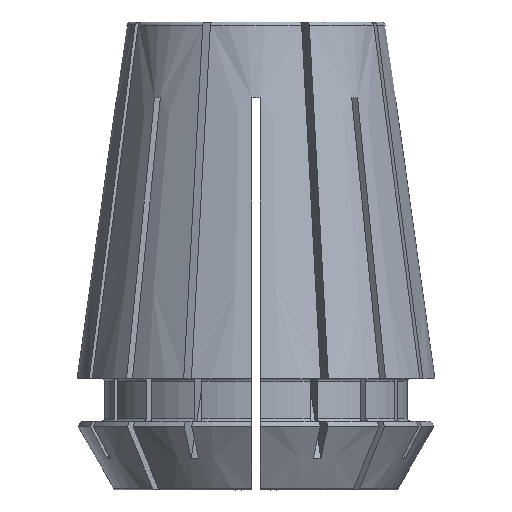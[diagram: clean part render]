
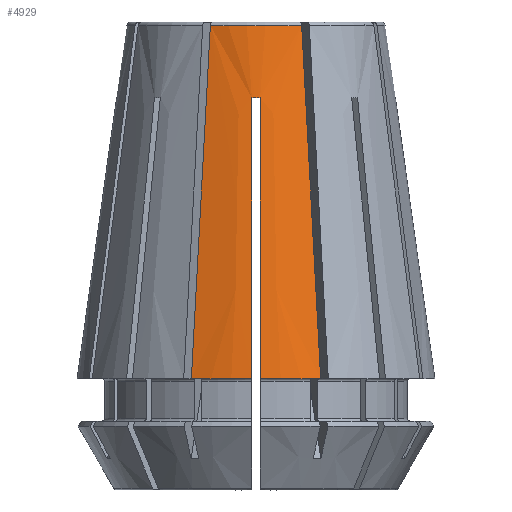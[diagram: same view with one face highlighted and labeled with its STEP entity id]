
A CAD part, left-side view. The second image highlights one B-rep face of the part: STEP entity #4929.
In plain terms, the highlighted conical face has half-angle 8 degrees and reference radius 13 mm.
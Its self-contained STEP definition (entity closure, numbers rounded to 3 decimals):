
#233=B_SPLINE_CURVE_WITH_KNOTS('',3,(#7700,#7701,#7702,#7703),
 .UNSPECIFIED.,.F.,.F.,(4,4),(0.,0.026),
 .UNSPECIFIED.);
#234=B_SPLINE_CURVE_WITH_KNOTS('',3,(#7704,#7705,#7706,#7707),
 .UNSPECIFIED.,.F.,.F.,(4,4),(0.016,0.037),
 .UNSPECIFIED.);
#235=B_SPLINE_CURVE_WITH_KNOTS('',3,(#7711,#7712,#7713,#7714),
 .UNSPECIFIED.,.F.,.F.,(4,4),(0.016,0.037),
 .UNSPECIFIED.);
#236=B_SPLINE_CURVE_WITH_KNOTS('',3,(#7715,#7716,#7717,#7718),
 .UNSPECIFIED.,.F.,.F.,(4,4),(0.,0.026),
 .UNSPECIFIED.);
#456=CONICAL_SURFACE('',#5288,13.,0.14);
#541=CIRCLE('',#5257,13.);
#557=CIRCLE('',#5287,13.);
#558=CIRCLE('',#5289,9.396);
#559=CIRCLE('',#5290,10.133);
#1018=ORIENTED_EDGE('',*,*,#2574,.F.);
#1019=ORIENTED_EDGE('',*,*,#2575,.T.);
#1020=ORIENTED_EDGE('',*,*,#2571,.T.);
#1021=ORIENTED_EDGE('',*,*,#2576,.T.);
#1022=ORIENTED_EDGE('',*,*,#2577,.F.);
#1023=ORIENTED_EDGE('',*,*,#2578,.F.);
#1024=ORIENTED_EDGE('',*,*,#2526,.T.);
#1025=ORIENTED_EDGE('',*,*,#2579,.F.);
#2526=EDGE_CURVE('',#3286,#3287,#541,.T.);
#2571=EDGE_CURVE('',#3320,#3321,#557,.T.);
#2574=EDGE_CURVE('',#3322,#3323,#558,.T.);
#2575=EDGE_CURVE('',#3322,#3320,#233,.T.);
#2576=EDGE_CURVE('',#3321,#3324,#234,.F.);
#2577=EDGE_CURVE('',#3325,#3324,#559,.T.);
#2578=EDGE_CURVE('',#3286,#3325,#235,.F.);
#2579=EDGE_CURVE('',#3323,#3287,#236,.T.);
#3286=VERTEX_POINT('',#7553);
#3287=VERTEX_POINT('',#7555);
#3320=VERTEX_POINT('',#7692);
#3321=VERTEX_POINT('',#7693);
#3322=VERTEX_POINT('',#7698);
#3323=VERTEX_POINT('',#7699);
#3324=VERTEX_POINT('',#7708);
#3325=VERTEX_POINT('',#7710);
#4281=EDGE_LOOP('',(#1018,#1019,#1020,#1021,#1022,#1023,#1024,#1025));
#4553=FACE_BOUND('',#4281,.T.);
#4929=ADVANCED_FACE('',(#4553),#456,.T.);
#5257=AXIS2_PLACEMENT_3D('',#7556,#5933,#5934);
#5287=AXIS2_PLACEMENT_3D('',#7691,#6008,#6009);
#5288=AXIS2_PLACEMENT_3D('',#7696,#6012,#6013);
#5289=AXIS2_PLACEMENT_3D('',#7697,#6014,#6015);
#5290=AXIS2_PLACEMENT_3D('',#7709,#6016,#6017);
#5933=DIRECTION('',(0.,0.,1.));
#5934=DIRECTION('',(1.,0.,0.));
#6008=DIRECTION('',(0.,0.,1.));
#6009=DIRECTION('',(1.,0.,0.));
#6012=DIRECTION('',(0.,0.,-1.));
#6013=DIRECTION('',(-1.,0.,0.));
#6014=DIRECTION('',(0.,0.,1.));
#6015=DIRECTION('',(1.,0.,0.));
#6016=DIRECTION('',(0.,0.,-1.));
#6017=DIRECTION('',(-1.,0.,0.));
#7553=CARTESIAN_POINT('',(-12.997,-0.3,8.1));
#7555=CARTESIAN_POINT('',(-12.122,-4.696,8.1));
#7556=CARTESIAN_POINT('',(0.,0.,8.1));
#7691=CARTESIAN_POINT('',(0.,0.,8.1));
#7692=CARTESIAN_POINT('',(-12.122,4.696,8.1));
#7693=CARTESIAN_POINT('',(-12.997,0.3,8.1));
#7696=CARTESIAN_POINT('',(0.,0.,8.1));
#7697=CARTESIAN_POINT('',(0.,0.,33.742));
#7698=CARTESIAN_POINT('',(-8.791,3.317,33.742));
#7699=CARTESIAN_POINT('',(-8.791,-3.317,33.742));
#7700=CARTESIAN_POINT('',(-8.791,3.317,33.742));
#7701=CARTESIAN_POINT('',(-9.902,3.777,25.195));
#7702=CARTESIAN_POINT('',(-11.012,4.237,16.647));
#7703=CARTESIAN_POINT('',(-12.122,4.696,8.1));
#7704=CARTESIAN_POINT('',(-10.129,0.3,28.5));
#7705=CARTESIAN_POINT('',(-11.085,0.3,21.7));
#7706=CARTESIAN_POINT('',(-12.041,0.3,14.9));
#7707=CARTESIAN_POINT('',(-12.997,0.3,8.1));
#7708=CARTESIAN_POINT('',(-10.129,0.3,28.5));
#7709=CARTESIAN_POINT('',(0.,0.,28.5));
#7710=CARTESIAN_POINT('',(-10.129,-0.3,28.5));
#7711=CARTESIAN_POINT('',(-10.129,-0.3,28.5));
#7712=CARTESIAN_POINT('',(-11.085,-0.3,21.7));
#7713=CARTESIAN_POINT('',(-12.041,-0.3,14.9));
#7714=CARTESIAN_POINT('',(-12.997,-0.3,8.1));
#7715=CARTESIAN_POINT('',(-8.791,-3.317,33.742));
#7716=CARTESIAN_POINT('',(-9.902,-3.777,25.195));
#7717=CARTESIAN_POINT('',(-11.012,-4.237,16.647));
#7718=CARTESIAN_POINT('',(-12.122,-4.696,8.1));
